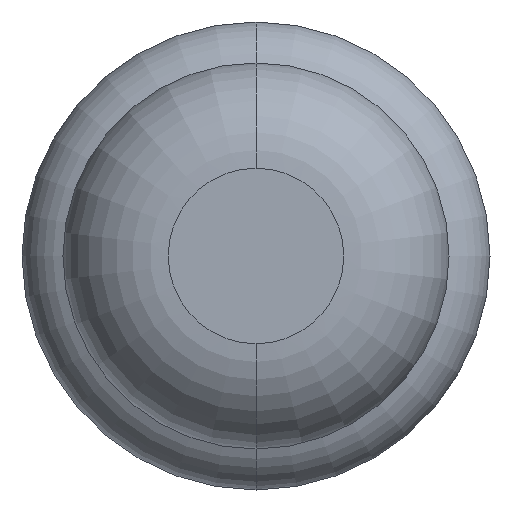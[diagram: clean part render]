
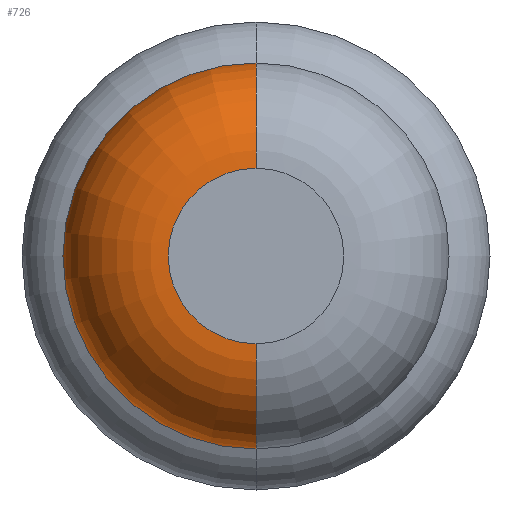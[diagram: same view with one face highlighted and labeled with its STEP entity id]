
A CAD part, front view. The second image highlights one B-rep face of the part: STEP entity #726.
In plain terms, the highlighted toroidal (fillet/blend) face has major radius 0.375 mm and minor radius 0.45 mm.
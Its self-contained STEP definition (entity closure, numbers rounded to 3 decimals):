
#35 = AXIS2_PLACEMENT_3D ( 'NONE', #2466, #957, #3349 ) ;
#156 = DIRECTION ( 'NONE',  ( 1., 0., 0. ) ) ;
#229 = ORIENTED_EDGE ( 'NONE', *, *, #2457, .F. ) ;
#546 = AXIS2_PLACEMENT_3D ( 'NONE', #3852, #2695, #894 ) ;
#568 = DIRECTION ( 'NONE',  ( 0., 0., 1. ) ) ;
#574 = CARTESIAN_POINT ( 'NONE',  ( 0., -30.4, -0.375 ) ) ;
#665 = CARTESIAN_POINT ( 'NONE',  ( 0., -29.95, 0.375 ) ) ;
#726 = ADVANCED_FACE ( 'Defeature ausgef�hrt1_6', ( #3759 ), #2251, .T. ) ;
#795 = ORIENTED_EDGE ( 'NONE', *, *, #1127, .F. ) ;
#894 = DIRECTION ( 'NONE',  ( 0., 0., 1. ) ) ;
#927 = DIRECTION ( 'NONE',  ( 0., 1., 0. ) ) ;
#957 = DIRECTION ( 'NONE',  ( 0., 1., 0. ) ) ;
#964 = EDGE_CURVE ( 'Defeature ausgef�hrt1_6+Defeature ausgef�hrt1_5+Defeature ausgef�hrt1_5+Defeature ausgef�hrt1_5', #1561, #1885, #2009, .T. ) ;
#1103 = VERTEX_POINT ( 'NONE', #1220 ) ;
#1127 = EDGE_CURVE ( 'Defeature ausgef�hrt1_7+Defeature ausgef�hrt1_6+Defeature ausgef�hrt1_6+Defeature ausgef�hrt1_6', #2301, #1103, #1300, .T. ) ;
#1220 = CARTESIAN_POINT ( 'NONE',  ( 0., -29.95, 0.825 ) ) ;
#1300 = CIRCLE ( 'NONE', #1725, 0.825 ) ;
#1523 = AXIS2_PLACEMENT_3D ( 'NONE', #3716, #156, #1972 ) ;
#1561 = VERTEX_POINT ( 'NONE', #574 ) ;
#1725 = AXIS2_PLACEMENT_3D ( 'NONE', #3300, #927, #568 ) ;
#1867 = CIRCLE ( 'NONE', #1523, 0.45 ) ;
#1884 = EDGE_CURVE ( 'NONE', #1885, #1103, #2062, .T. ) ;
#1885 = VERTEX_POINT ( 'NONE', #2468 ) ;
#1972 = DIRECTION ( 'NONE',  ( 0., 0., -1. ) ) ;
#1977 = ORIENTED_EDGE ( 'NONE', *, *, #964, .T. ) ;
#1988 = AXIS2_PLACEMENT_3D ( 'NONE', #665, #2195, #3076 ) ;
#2009 = CIRCLE ( 'NONE', #35, 0.375 ) ;
#2062 = CIRCLE ( 'NONE', #1988, 0.45 ) ;
#2129 = EDGE_LOOP ( 'NONE', ( #229, #1977, #3291, #795 ) ) ;
#2195 = DIRECTION ( 'NONE',  ( -1., 0., 0. ) ) ;
#2251 = TOROIDAL_SURFACE ( 'NONE', #546, 0.375, 0.45 ) ;
#2301 = VERTEX_POINT ( 'NONE', #2434 ) ;
#2434 = CARTESIAN_POINT ( 'NONE',  ( 0., -29.95, -0.825 ) ) ;
#2457 = EDGE_CURVE ( 'NONE', #1561, #2301, #1867, .T. ) ;
#2466 = CARTESIAN_POINT ( 'NONE',  ( 0., -30.4, 0. ) ) ;
#2468 = CARTESIAN_POINT ( 'NONE',  ( 0., -30.4, 0.375 ) ) ;
#2695 = DIRECTION ( 'NONE',  ( 0., 1., 0. ) ) ;
#3076 = DIRECTION ( 'NONE',  ( 0., 0., 1. ) ) ;
#3291 = ORIENTED_EDGE ( 'NONE', *, *, #1884, .T. ) ;
#3300 = CARTESIAN_POINT ( 'NONE',  ( 0., -29.95, 0. ) ) ;
#3349 = DIRECTION ( 'NONE',  ( 0., 0., 1. ) ) ;
#3716 = CARTESIAN_POINT ( 'NONE',  ( 0., -29.95, -0.375 ) ) ;
#3759 = FACE_OUTER_BOUND ( 'NONE', #2129, .T. ) ;
#3852 = CARTESIAN_POINT ( 'NONE',  ( 0., -29.95, 0. ) ) ;
